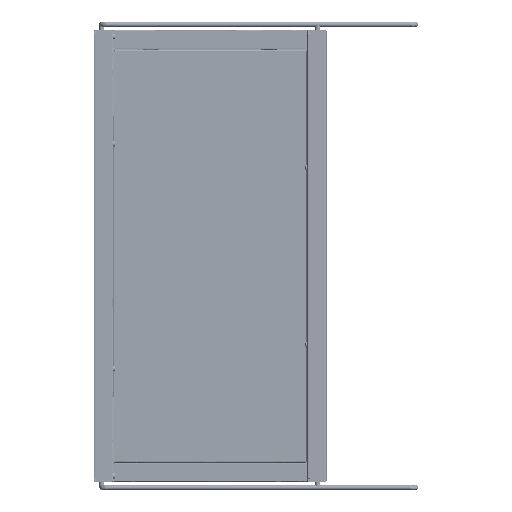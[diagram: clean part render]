
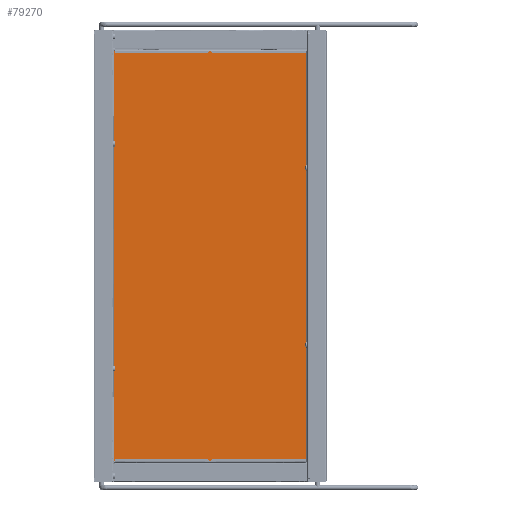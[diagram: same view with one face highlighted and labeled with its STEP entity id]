
A CAD part, left-side view. The second image highlights one B-rep face of the part: STEP entity #79270.
In plain terms, the highlighted planar face has unit normal (-1, 0, 0).
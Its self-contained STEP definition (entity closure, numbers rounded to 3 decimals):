
#2278 = VECTOR ( 'NONE', #4691, 1000. ) ;
#4691 = DIRECTION ( 'NONE',  ( 0., -1., 0. ) ) ;
#5839 = LINE ( 'NONE', #51328, #12750 ) ;
#6674 = EDGE_CURVE ( 'NONE', #70562, #82902, #48864, .T. ) ;
#12750 = VECTOR ( 'NONE', #37450, 1000. ) ;
#14095 = DIRECTION ( 'NONE',  ( 0., 0., -1. ) ) ;
#16520 = VERTEX_POINT ( 'NONE', #70924 ) ;
#19108 = CARTESIAN_POINT ( 'NONE',  ( 690.92, 323.9, -1381.32 ) ) ;
#22652 = PLANE ( 'NONE',  #36848 ) ;
#25288 = ORIENTED_EDGE ( 'NONE', *, *, #29428, .F. ) ;
#26448 = ORIENTED_EDGE ( 'NONE', *, *, #6674, .F. ) ;
#29428 = EDGE_CURVE ( 'NONE', #68585, #16520, #55271, .T. ) ;
#36770 = VECTOR ( 'NONE', #43395, 1000. ) ;
#36848 = AXIS2_PLACEMENT_3D ( 'NONE', #60973, #68129, #79549 ) ;
#37450 = DIRECTION ( 'NONE',  ( 0., 0., 1. ) ) ;
#41364 = CARTESIAN_POINT ( 'NONE',  ( 690.92, 323.9, -693.02 ) ) ;
#42068 = FACE_OUTER_BOUND ( 'NONE', #72340, .T. ) ;
#43332 = ORIENTED_EDGE ( 'NONE', *, *, #72106, .F. ) ;
#43395 = DIRECTION ( 'NONE',  ( 0., 1., 0. ) ) ;
#43669 = CARTESIAN_POINT ( 'NONE',  ( 690.92, 2.1, -1381.32 ) ) ;
#48457 = CARTESIAN_POINT ( 'NONE',  ( 690.92, 2.1, -1381.32 ) ) ;
#48864 = LINE ( 'NONE', #48457, #36770 ) ;
#51328 = CARTESIAN_POINT ( 'NONE',  ( 690.92, 323.9, -1381.32 ) ) ;
#52454 = CARTESIAN_POINT ( 'NONE',  ( 690.92, 2.1, -693.02 ) ) ;
#55271 = LINE ( 'NONE', #61986, #2278 ) ;
#60973 = CARTESIAN_POINT ( 'NONE',  ( 690.92, 326., -690.92 ) ) ;
#61986 = CARTESIAN_POINT ( 'NONE',  ( 690.92, 323.9, -693.02 ) ) ;
#68129 = DIRECTION ( 'NONE',  ( -1., 0., 0. ) ) ;
#68585 = VERTEX_POINT ( 'NONE', #41364 ) ;
#69285 = EDGE_CURVE ( 'NONE', #16520, #70562, #72647, .T. ) ;
#70562 = VERTEX_POINT ( 'NONE', #43669 ) ;
#70924 = CARTESIAN_POINT ( 'NONE',  ( 690.92, 2.1, -693.02 ) ) ;
#72106 = EDGE_CURVE ( 'NONE', #82902, #68585, #5839, .T. ) ;
#72340 = EDGE_LOOP ( 'NONE', ( #26448, #79538, #25288, #43332 ) ) ;
#72647 = LINE ( 'NONE', #52454, #81154 ) ;
#79270 = ADVANCED_FACE ( 'NONE', ( #42068 ), #22652, .T. ) ;
#79538 = ORIENTED_EDGE ( 'NONE', *, *, #69285, .F. ) ;
#79549 = DIRECTION ( 'NONE',  ( 0., -0.707, 0.707 ) ) ;
#81154 = VECTOR ( 'NONE', #14095, 1000. ) ;
#82902 = VERTEX_POINT ( 'NONE', #19108 ) ;
